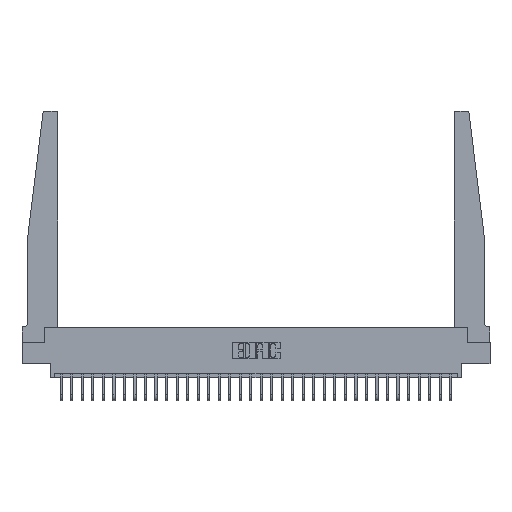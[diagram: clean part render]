
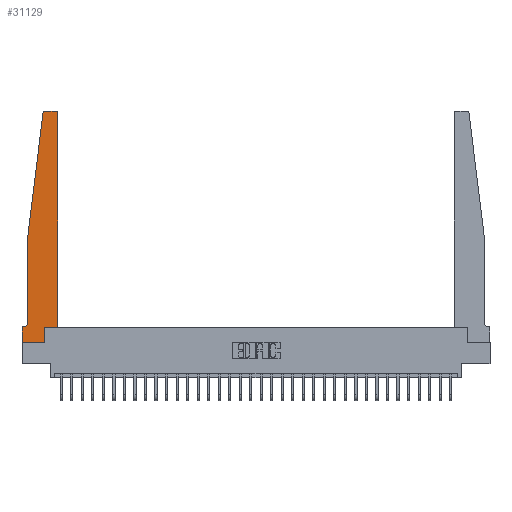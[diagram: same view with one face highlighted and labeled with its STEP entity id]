
A CAD part, top view. The second image highlights one B-rep face of the part: STEP entity #31129.
In plain terms, the highlighted planar face has unit normal (0, 0, 1).
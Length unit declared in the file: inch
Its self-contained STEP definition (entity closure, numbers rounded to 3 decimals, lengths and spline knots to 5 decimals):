
#11 = ORIENTED_EDGE ( 'NONE', *, *, #19997, .T. ) ;
#271 = VECTOR ( 'NONE', #30569, 39.37008 ) ;
#278 = DIRECTION ( 'NONE',  ( -0.122, -0.992, 0. ) ) ;
#518 = EDGE_CURVE ( 'NONE', #3278, #7749, #18662, .T. ) ;
#1246 = DIRECTION ( 'NONE',  ( 1., 0., 0. ) ) ;
#1722 = VERTEX_POINT ( 'NONE', #23695 ) ;
#1975 = EDGE_CURVE ( 'NONE', #7749, #25032, #9218, .T. ) ;
#2148 = VECTOR ( 'NONE', #28062, 39.37008 ) ;
#2252 = VECTOR ( 'NONE', #278, 39.37008 ) ;
#2259 = LINE ( 'NONE', #25268, #2252 ) ;
#2330 = ORIENTED_EDGE ( 'NONE', *, *, #9265, .T. ) ;
#2651 = FACE_OUTER_BOUND ( 'NONE', #30939, .T. ) ;
#3047 = DIRECTION ( 'NONE',  ( -1., 0., 0. ) ) ;
#3214 = LINE ( 'NONE', #20484, #2148 ) ;
#3257 = DIRECTION ( 'NONE',  ( -1., 0., 0. ) ) ;
#3278 = VERTEX_POINT ( 'NONE', #27354 ) ;
#4521 = AXIS2_PLACEMENT_3D ( 'NONE', #10476, #20352, #24823 ) ;
#4615 = VERTEX_POINT ( 'NONE', #29990 ) ;
#5555 = CARTESIAN_POINT ( 'NONE',  ( 0.015, 0.2375, 0.37 ) ) ;
#6402 = EDGE_CURVE ( 'NONE', #11496, #1722, #7340, .T. ) ;
#7090 = CARTESIAN_POINT ( 'NONE',  ( 0.2605, 0.18, 0.37 ) ) ;
#7340 = LINE ( 'NONE', #12125, #22433 ) ;
#7392 = ORIENTED_EDGE ( 'NONE', *, *, #31696, .T. ) ;
#7530 = CARTESIAN_POINT ( 'NONE',  ( 0.27653, 2.72, 0.37 ) ) ;
#7708 = DIRECTION ( 'NONE',  ( -1., 0., 0. ) ) ;
#7749 = VERTEX_POINT ( 'NONE', #20810 ) ;
#8535 = AXIS2_PLACEMENT_3D ( 'NONE', #5555, #13112, #3257 ) ;
#9218 = LINE ( 'NONE', #10031, #10404 ) ;
#9265 = EDGE_CURVE ( 'NONE', #9317, #11496, #18001, .T. ) ;
#9295 = LINE ( 'NONE', #26907, #24665 ) ;
#9317 = VERTEX_POINT ( 'NONE', #15365 ) ;
#9560 = ORIENTED_EDGE ( 'NONE', *, *, #11939, .T. ) ;
#9575 = VECTOR ( 'NONE', #14111, 39.37008 ) ;
#9848 = DIRECTION ( 'NONE',  ( 0., 0., 1. ) ) ;
#10003 = ORIENTED_EDGE ( 'NONE', *, *, #30303, .T. ) ;
#10031 = CARTESIAN_POINT ( 'NONE',  ( 0.25, 2.75, 0.37 ) ) ;
#10330 = ORIENTED_EDGE ( 'NONE', *, *, #518, .T. ) ;
#10404 = VECTOR ( 'NONE', #7708, 39.37008 ) ;
#10476 = CARTESIAN_POINT ( 'NONE',  ( 0.395, 2.72, 0.37 ) ) ;
#10592 = CARTESIAN_POINT ( 'NONE',  ( 0.425, 0.18, 0.37 ) ) ;
#10599 = CIRCLE ( 'NONE', #8535, 0.05 ) ;
#11126 = CARTESIAN_POINT ( 'NONE',  ( 0., 0.1875, 0.37 ) ) ;
#11496 = VERTEX_POINT ( 'NONE', #11126 ) ;
#11906 = ORIENTED_EDGE ( 'NONE', *, *, #6402, .T. ) ;
#11939 = EDGE_CURVE ( 'NONE', #1722, #20188, #3214, .T. ) ;
#12125 = CARTESIAN_POINT ( 'NONE',  ( 0., 0., 0.37 ) ) ;
#13112 = DIRECTION ( 'NONE',  ( 0., 0., -1. ) ) ;
#13668 = VECTOR ( 'NONE', #19789, 39.37008 ) ;
#14111 = DIRECTION ( 'NONE',  ( 0., -1., 0. ) ) ;
#14172 = VERTEX_POINT ( 'NONE', #7090 ) ;
#14441 = LINE ( 'NONE', #28786, #9575 ) ;
#14815 = DIRECTION ( 'NONE',  ( 0., 0., 1. ) ) ;
#15365 = CARTESIAN_POINT ( 'NONE',  ( 0.015, 0.1875, 0.37 ) ) ;
#15512 = EDGE_CURVE ( 'NONE', #14172, #29200, #9295, .T. ) ;
#17572 = ORIENTED_EDGE ( 'NONE', *, *, #15512, .T. ) ;
#17900 = CARTESIAN_POINT ( 'NONE',  ( 0.2605, 0.18, 0.37 ) ) ;
#17924 = AXIS2_PLACEMENT_3D ( 'NONE', #7530, #9848, #22662 ) ;
#18001 = LINE ( 'NONE', #25910, #25740 ) ;
#18662 = CIRCLE ( 'NONE', #4521, 0.03 ) ;
#19119 = ORIENTED_EDGE ( 'NONE', *, *, #1975, .T. ) ;
#19789 = DIRECTION ( 'NONE',  ( 0., 1., 0. ) ) ;
#19945 = CARTESIAN_POINT ( 'NONE',  ( 0.425, 0.18, 0.37 ) ) ;
#19997 = EDGE_CURVE ( 'NONE', #25032, #26280, #26871, .T. ) ;
#20188 = VERTEX_POINT ( 'NONE', #24282 ) ;
#20352 = DIRECTION ( 'NONE',  ( 0., 0., 1. ) ) ;
#20484 = CARTESIAN_POINT ( 'NONE',  ( 0., 0., 0.37 ) ) ;
#20490 = CARTESIAN_POINT ( 'NONE',  ( 0.24675, 2.72367, 0.37 ) ) ;
#20810 = CARTESIAN_POINT ( 'NONE',  ( 0.395, 2.75, 0.37 ) ) ;
#21155 = EDGE_CURVE ( 'NONE', #4615, #25984, #14441, .T. ) ;
#21740 = ORIENTED_EDGE ( 'NONE', *, *, #28225, .T. ) ;
#22433 = VECTOR ( 'NONE', #27265, 39.37008 ) ;
#22662 = DIRECTION ( 'NONE',  ( 1., 0., 0. ) ) ;
#23695 = CARTESIAN_POINT ( 'NONE',  ( 0., 0., 0.37 ) ) ;
#24282 = CARTESIAN_POINT ( 'NONE',  ( 0.2605, 0., 0.37 ) ) ;
#24665 = VECTOR ( 'NONE', #1246, 39.37008 ) ;
#24823 = DIRECTION ( 'NONE',  ( 1., 0., 0. ) ) ;
#24879 = CARTESIAN_POINT ( 'NONE',  ( 0., 0.1875, 0.37 ) ) ;
#25032 = VERTEX_POINT ( 'NONE', #31598 ) ;
#25268 = CARTESIAN_POINT ( 'NONE',  ( 0.065, 1.25, 0.37 ) ) ;
#25740 = VECTOR ( 'NONE', #3047, 39.37008 ) ;
#25880 = EDGE_CURVE ( 'NONE', #20188, #14172, #30415, .T. ) ;
#25910 = CARTESIAN_POINT ( 'NONE',  ( 0.065, 0.1875, 0.37 ) ) ;
#25984 = VERTEX_POINT ( 'NONE', #28600 ) ;
#26147 = ORIENTED_EDGE ( 'NONE', *, *, #21155, .T. ) ;
#26280 = VERTEX_POINT ( 'NONE', #20490 ) ;
#26871 = CIRCLE ( 'NONE', #17924, 0.03 ) ;
#26907 = CARTESIAN_POINT ( 'NONE',  ( 0.425, 0.18, 0.37 ) ) ;
#27256 = ORIENTED_EDGE ( 'NONE', *, *, #25880, .T. ) ;
#27265 = DIRECTION ( 'NONE',  ( 0., -1., 0. ) ) ;
#27354 = CARTESIAN_POINT ( 'NONE',  ( 0.425, 2.72, 0.37 ) ) ;
#28062 = DIRECTION ( 'NONE',  ( 1., 0., 0. ) ) ;
#28225 = EDGE_CURVE ( 'NONE', #29200, #3278, #31979, .T. ) ;
#28493 = AXIS2_PLACEMENT_3D ( 'NONE', #24879, #14815, #32442 ) ;
#28600 = CARTESIAN_POINT ( 'NONE',  ( 0.065, 0.2375, 0.37 ) ) ;
#28786 = CARTESIAN_POINT ( 'NONE',  ( 0.065, 1.25, 0.37 ) ) ;
#29200 = VERTEX_POINT ( 'NONE', #10592 ) ;
#29990 = CARTESIAN_POINT ( 'NONE',  ( 0.065, 1.25, 0.37 ) ) ;
#30286 = PLANE ( 'NONE',  #28493 ) ;
#30303 = EDGE_CURVE ( 'NONE', #26280, #4615, #2259, .T. ) ;
#30415 = LINE ( 'NONE', #17900, #271 ) ;
#30569 = DIRECTION ( 'NONE',  ( 0., 1., 0. ) ) ;
#30939 = EDGE_LOOP ( 'NONE', ( #19119, #11, #10003, #26147, #7392, #2330, #11906, #9560, #27256, #17572, #21740, #10330 ) ) ;
#31129 = ADVANCED_FACE ( 'NONE', ( #2651 ), #30286, .T. ) ;
#31598 = CARTESIAN_POINT ( 'NONE',  ( 0.27653, 2.75, 0.37 ) ) ;
#31696 = EDGE_CURVE ( 'NONE', #25984, #9317, #10599, .T. ) ;
#31979 = LINE ( 'NONE', #19945, #13668 ) ;
#32442 = DIRECTION ( 'NONE',  ( 1., 0., 0. ) ) ;
